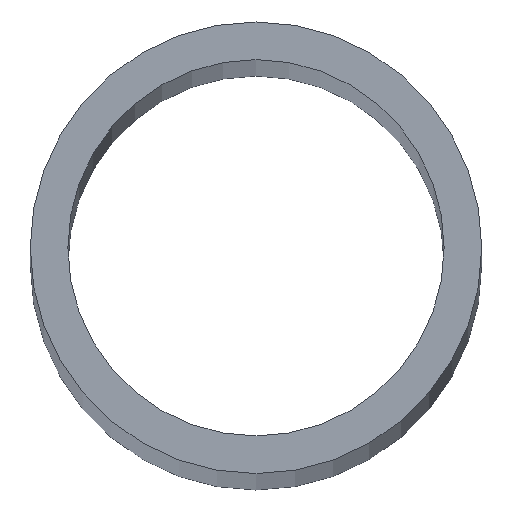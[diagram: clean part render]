
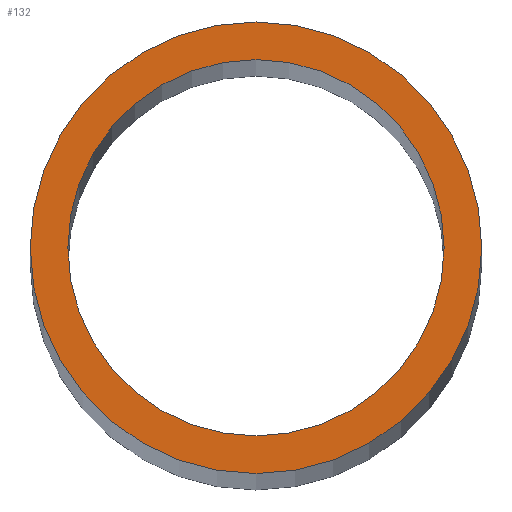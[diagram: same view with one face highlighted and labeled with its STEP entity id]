
A CAD part, top view. The second image highlights one B-rep face of the part: STEP entity #132.
In plain terms, the highlighted planar face has unit normal (0, 0, 1).
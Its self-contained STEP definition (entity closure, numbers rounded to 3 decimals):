
#3 = EDGE_CURVE ( 'NONE', #75, #75, #125, .T. ) ;
#8 = EDGE_LOOP ( 'NONE', ( #53 ) ) ;
#35 = DIRECTION ( 'NONE',  ( 0., 0., 1. ) ) ;
#53 = ORIENTED_EDGE ( 'NONE', *, *, #3, .F. ) ;
#62 = CARTESIAN_POINT ( 'NONE',  ( 0., 0., 1000. ) ) ;
#69 = DIRECTION ( 'NONE',  ( 0., 0., 1. ) ) ;
#75 = VERTEX_POINT ( 'NONE', #115 ) ;
#78 = EDGE_CURVE ( 'NONE', #159, #159, #80, .T. ) ;
#80 = CIRCLE ( 'NONE', #95, 24. ) ;
#84 = ORIENTED_EDGE ( 'NONE', *, *, #78, .T. ) ;
#85 = DIRECTION ( 'NONE',  ( 0., 0., 1. ) ) ;
#88 = FACE_BOUND ( 'NONE', #8, .T. ) ;
#95 = AXIS2_PLACEMENT_3D ( 'NONE', #127, #35, #126 ) ;
#96 = DIRECTION ( 'NONE',  ( 1., 0., 0. ) ) ;
#100 = CARTESIAN_POINT ( 'NONE',  ( 0., 0., 1000. ) ) ;
#115 = CARTESIAN_POINT ( 'NONE',  ( 20., 0., 1000. ) ) ;
#118 = AXIS2_PLACEMENT_3D ( 'NONE', #62, #69, #96 ) ;
#125 = CIRCLE ( 'NONE', #118, 20. ) ;
#126 = DIRECTION ( 'NONE',  ( 1., 0., 0. ) ) ;
#127 = CARTESIAN_POINT ( 'NONE',  ( 0., 0., 1000. ) ) ;
#128 = AXIS2_PLACEMENT_3D ( 'NONE', #100, #85, #131 ) ;
#131 = DIRECTION ( 'NONE',  ( 1., 0., 0. ) ) ;
#132 = ADVANCED_FACE ( 'NONE', ( #151, #88 ), #166, .T. ) ;
#140 = CARTESIAN_POINT ( 'NONE',  ( 24., 0., 1000. ) ) ;
#151 = FACE_OUTER_BOUND ( 'NONE', #157, .T. ) ;
#157 = EDGE_LOOP ( 'NONE', ( #84 ) ) ;
#159 = VERTEX_POINT ( 'NONE', #140 ) ;
#166 = PLANE ( 'NONE',  #128 ) ;
